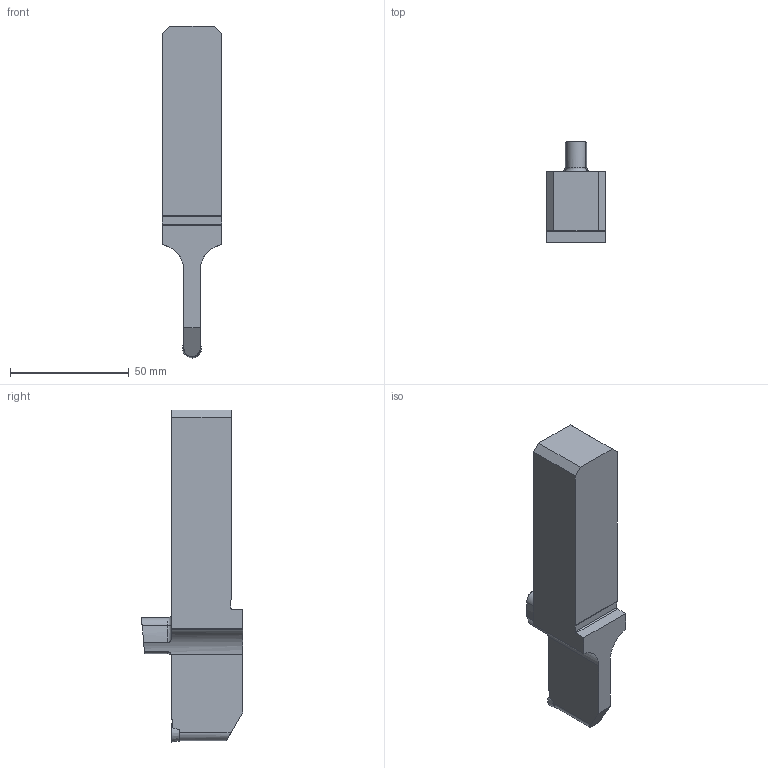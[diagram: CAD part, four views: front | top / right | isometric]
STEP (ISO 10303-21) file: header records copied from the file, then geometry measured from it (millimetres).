
FILE_DESCRIPTION(/* description */ (''),/* implementation_level */ '2;1');
FILE_NAME(/* name */ 'toolassembly_1.stp',/* time_stamp */ '2020-08-31T14:09:12+02:00',/* author */ (''),/* organization */ ('SMS'),/* preprocessor_version */ 'ST-DEVELOPER v16.7',/* originating_system */ 'SIEMENS PLM Software NX 12.0',/* authorisation */ '');
FILE_SCHEMA (('AUTOMOTIVE_DESIGN { 1 0 10303 214 3 1 1 1 }'));
Length unit declared in the file: millimetre
Products named in the file (4): ASSEMBLY_CONSTRUCTION; IsoTurningInsert; NOCUT_20200831140633; TOOLASSEMBLY_1
Assembly tree (3 placements, depth 2):
  TOOLASSEMBLY_1
    NOCUT_20200831140633
    IsoTurningInsert
    ASSEMBLY_CONSTRUCTION
Bounding box: 24.93 x 42.94 x 140 mm (x, y, z)
Volume: 70225.9 mm3; surface area: 14403 mm2
Topology: 2 solids, 2 shells, 47 faces, 126 edges, 88 vertices
Faces by surface type: plane 21, cylinder 15, torus 8, cone 3
Full cylindrical faces by diameter (mm): 3.4 x1
Entity records: 1705 total; most frequent: CARTESIAN_POINT 399, DIRECTION 252, ORIENTED_EDGE 234, EDGE_CURVE 117, AXIS2_PLACEMENT_3D 95, VERTEX_POINT 79, LINE 62, VECTOR 62
